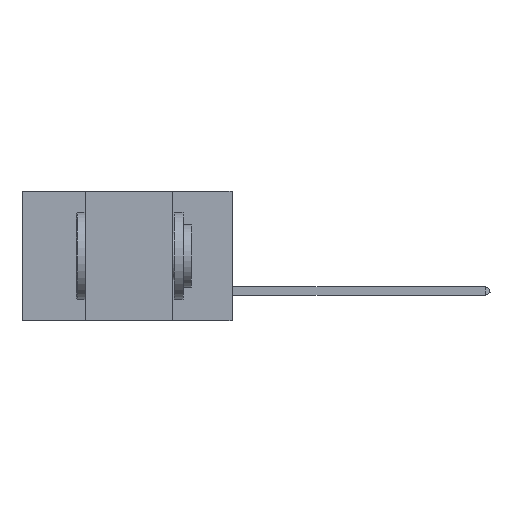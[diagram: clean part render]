
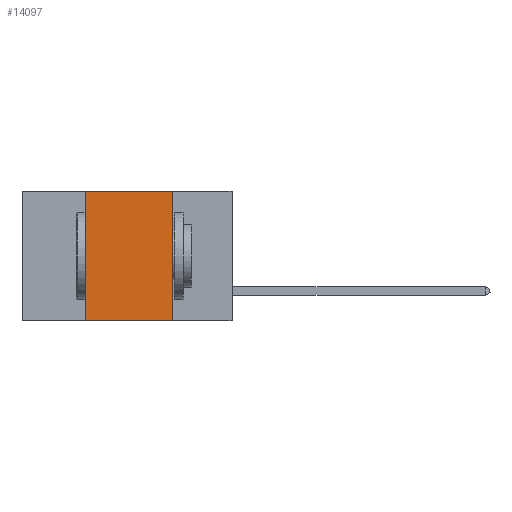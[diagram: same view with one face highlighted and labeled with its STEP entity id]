
A CAD part, left-side view. The second image highlights one B-rep face of the part: STEP entity #14097.
In plain terms, the highlighted planar face has unit normal (-1, 0, 0).
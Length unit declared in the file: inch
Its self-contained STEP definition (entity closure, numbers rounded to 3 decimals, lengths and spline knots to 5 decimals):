
#556 = LINE ( 'NONE', #14109, #9412 ) ;
#811 = ORIENTED_EDGE ( 'NONE', *, *, #7400, .F. ) ;
#1093 = EDGE_CURVE ( 'NONE', #12508, #3481, #9889, .T. ) ;
#1483 = FACE_OUTER_BOUND ( 'NONE', #6587, .T. ) ;
#1984 = CARTESIAN_POINT ( 'NONE',  ( 0., 0.17, -0.37 ) ) ;
#2595 = DIRECTION ( 'NONE',  ( 0., 0., 1. ) ) ;
#2950 = CARTESIAN_POINT ( 'NONE',  ( 0., 0.42, -0.37 ) ) ;
#3127 = EDGE_CURVE ( 'NONE', #12822, #3481, #8959, .T. ) ;
#3234 = LINE ( 'NONE', #13011, #5914 ) ;
#3481 = VERTEX_POINT ( 'NONE', #1984 ) ;
#4157 = AXIS2_PLACEMENT_3D ( 'NONE', #14983, #9090, #13887 ) ;
#5306 = CARTESIAN_POINT ( 'NONE',  ( 0., 0.6, -0.37 ) ) ;
#5701 = PLANE ( 'NONE',  #4157 ) ;
#5914 = VECTOR ( 'NONE', #2595, 39.37008 ) ;
#6024 = CARTESIAN_POINT ( 'NONE',  ( 0., 0.17, 0. ) ) ;
#6587 = EDGE_LOOP ( 'NONE', ( #13847, #811, #13493, #10526 ) ) ;
#7052 = VERTEX_POINT ( 'NONE', #8734 ) ;
#7400 = EDGE_CURVE ( 'NONE', #7052, #12822, #556, .T. ) ;
#8586 = VECTOR ( 'NONE', #12000, 39.37008 ) ;
#8734 = CARTESIAN_POINT ( 'NONE',  ( 0., 0.42, 0. ) ) ;
#8959 = LINE ( 'NONE', #6024, #8586 ) ;
#9090 = DIRECTION ( 'NONE',  ( 1., 0., 0. ) ) ;
#9412 = VECTOR ( 'NONE', #11883, 39.37008 ) ;
#9521 = VECTOR ( 'NONE', #13474, 39.37008 ) ;
#9889 = LINE ( 'NONE', #5306, #9521 ) ;
#10161 = CARTESIAN_POINT ( 'NONE',  ( 0., 0.17, 0. ) ) ;
#10526 = ORIENTED_EDGE ( 'NONE', *, *, #1093, .T. ) ;
#11880 = EDGE_CURVE ( 'NONE', #12508, #7052, #3234, .T. ) ;
#11883 = DIRECTION ( 'NONE',  ( 0., -1., 0. ) ) ;
#12000 = DIRECTION ( 'NONE',  ( 0., 0., -1. ) ) ;
#12508 = VERTEX_POINT ( 'NONE', #2950 ) ;
#12822 = VERTEX_POINT ( 'NONE', #10161 ) ;
#13011 = CARTESIAN_POINT ( 'NONE',  ( 0., 0.42, 0. ) ) ;
#13474 = DIRECTION ( 'NONE',  ( 0., -1., 0. ) ) ;
#13493 = ORIENTED_EDGE ( 'NONE', *, *, #11880, .F. ) ;
#13847 = ORIENTED_EDGE ( 'NONE', *, *, #3127, .F. ) ;
#13887 = DIRECTION ( 'NONE',  ( 0., 0., -1. ) ) ;
#14097 = ADVANCED_FACE ( 'NONE', ( #1483 ), #5701, .F. ) ;
#14109 = CARTESIAN_POINT ( 'NONE',  ( 0., 0.6, 0. ) ) ;
#14983 = CARTESIAN_POINT ( 'NONE',  ( 0., 0.6, 0. ) ) ;
